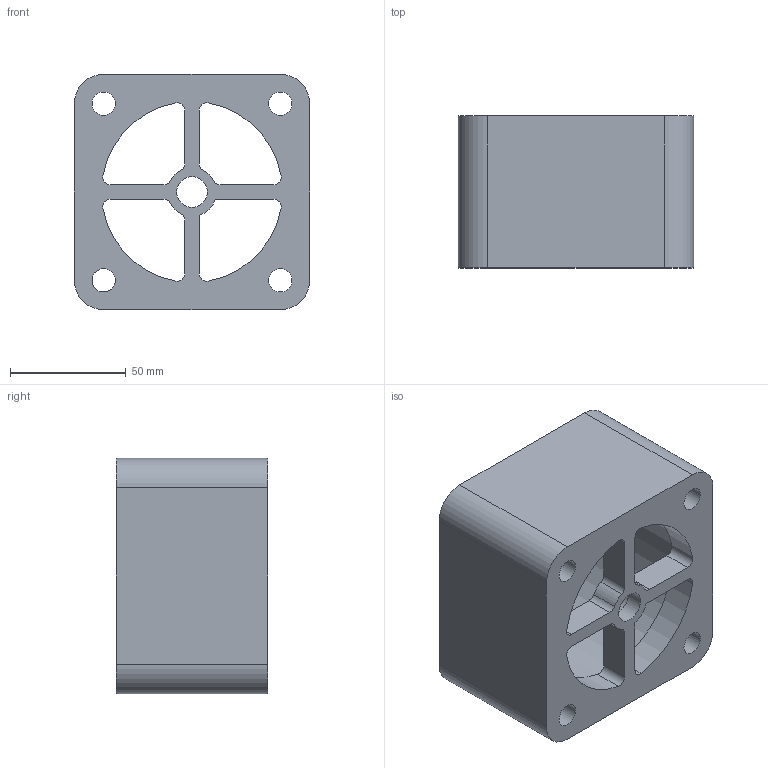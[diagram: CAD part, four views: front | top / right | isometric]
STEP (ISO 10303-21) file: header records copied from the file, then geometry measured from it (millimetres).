
FILE_DESCRIPTION(/* description */ (''),/* implementation_level */ '2;1');
FILE_NAME(/* name */ 'frame.stp',/* time_stamp */ '2020-03-23T19:34:31-04:00',/* author */ ('emile'),/* organization */ (''),/* preprocessor_version */ 'ST-DEVELOPER v16.13',/* originating_system */ 'Autodesk Inventor 2018',/* authorisation */ '');
FILE_SCHEMA (('AUTOMOTIVE_DESIGN { 1 0 10303 214 3 1 1 }'));
Length unit declared in the file: inch
Products named in the file (1): frame
Bounding box: 101.6 x 65.56 x 101.6 mm (x, y, z)
Volume: 301659.6 mm3; surface area: 66209.3 mm2
Topology: 1 solids, 1 shells, 49 faces, 147 edges, 106 vertices
Faces by surface type: cylinder 33, plane 16
Full cylindrical faces by diameter (mm): 10.084 x4, 13.335 x1, 15.875 x1, 84.455 x1
Entity records: 1699 total; most frequent: DIRECTION 304, CARTESIAN_POINT 281, ORIENTED_EDGE 256, EDGE_CURVE 128, AXIS2_PLACEMENT_3D 121, VERTEX_POINT 90, EDGE_LOOP 76, CIRCLE 71
